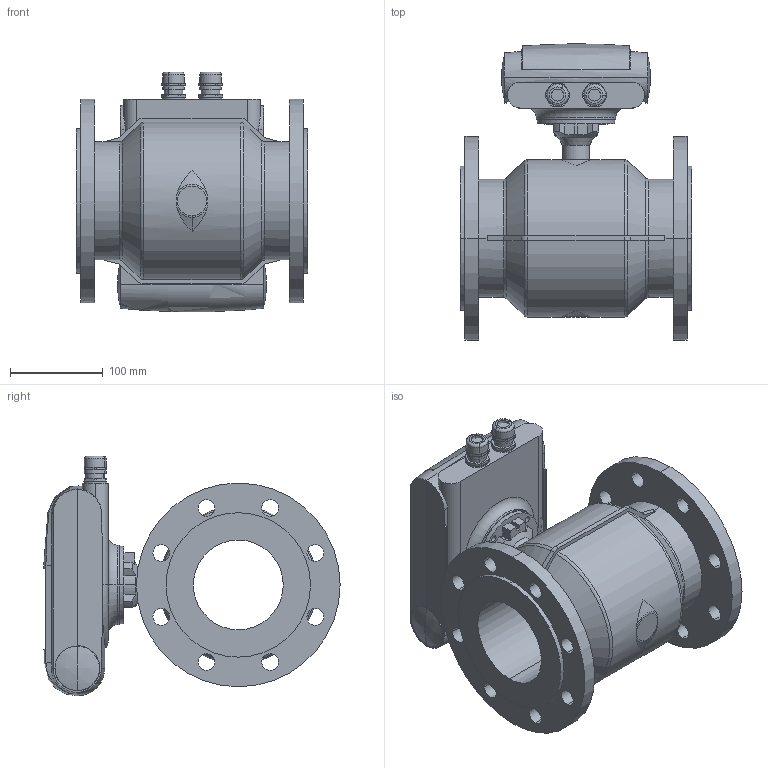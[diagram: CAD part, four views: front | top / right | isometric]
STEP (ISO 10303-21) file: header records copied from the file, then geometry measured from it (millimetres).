
FILE_DESCRIPTION (( 'STEP AP203' ), '1' );
FILE_NAME ('KROHNE_WATERFLUX_3100C_180_DIN2633_DN100_PN16.STEP', '2012-12-30T23:39:16', ( '' ), ( '' ), 'SwSTEP 2.0', 'SolidWorks 2012', '' );
FILE_SCHEMA (( 'CONFIG_CONTROL_DESIGN' ));
Length unit declared in the file: millimetre
Products named in the file (1): KROHNE_WATERFLUX_3100C_180_DIN2633_DN100_PN16
Bounding box: 250 x 320 x 258.76 mm (x, y, z)
Volume: 5703134.2 mm3; surface area: 589680.7 mm2
Topology: 16 solids, 17 shells, 592 faces, 1535 edges, 1019 vertices
Faces by surface type: plane 305, cylinder 192, torus 35, bspline 32, cone 24, sphere 4
Entity records: 20876 total; most frequent: CARTESIAN_POINT 6048, ORIENTED_EDGE 3070, DIRECTION 3009, EDGE_CURVE 1535, AXIS2_PLACEMENT_3D 1054, VERTEX_POINT 1019, LINE 901, VECTOR 901
